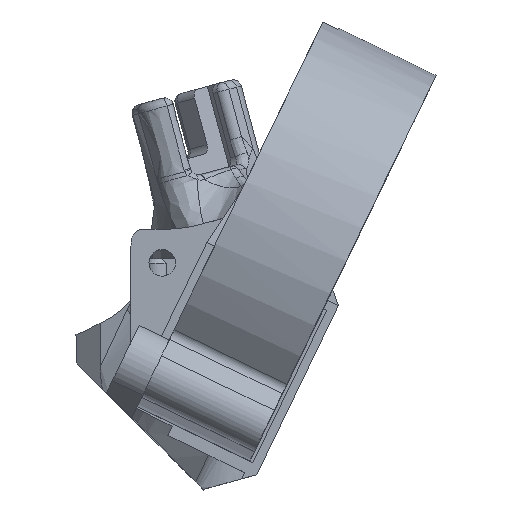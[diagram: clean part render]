
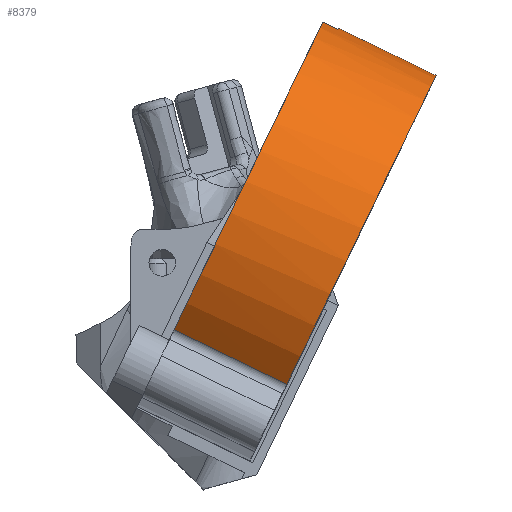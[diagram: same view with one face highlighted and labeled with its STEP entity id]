
A CAD part, top view. The second image highlights one B-rep face of the part: STEP entity #8379.
In plain terms, the highlighted cylindrical face has radius 25.65 mm (diameter 51.3 mm), a partial arc.
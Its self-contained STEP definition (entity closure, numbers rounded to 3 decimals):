
#877=FACE_OUTER_BOUND('',#1370,.T.);
#1370=EDGE_LOOP('',(#6521,#6522,#6523,#6524,#6525,#6526));
#1826=LINE('',#13672,#2338);
#1827=LINE('',#13676,#2339);
#1828=LINE('',#13679,#2340);
#2338=VECTOR('',#10973,1000.);
#2339=VECTOR('',#10976,1000.);
#2340=VECTOR('',#10979,1000.);
#3031=CIRCLE('',#9234,25.65);
#3049=CIRCLE('',#9263,25.65);
#3050=CIRCLE('',#9264,25.65);
#3562=VERTEX_POINT('',#13551);
#3563=VERTEX_POINT('',#13553);
#3600=VERTEX_POINT('',#13671);
#3601=VERTEX_POINT('',#13673);
#3602=VERTEX_POINT('',#13675);
#3603=VERTEX_POINT('',#13677);
#4607=EDGE_CURVE('',#3562,#3563,#3031,.T.);
#4653=EDGE_CURVE('',#3562,#3600,#1826,.T.);
#4654=EDGE_CURVE('',#3601,#3600,#3049,.T.);
#4655=EDGE_CURVE('',#3601,#3602,#1827,.T.);
#4656=EDGE_CURVE('',#3602,#3603,#3050,.T.);
#4657=EDGE_CURVE('',#3603,#3563,#1828,.T.);
#6521=ORIENTED_EDGE('',*,*,#4653,.T.);
#6522=ORIENTED_EDGE('',*,*,#4654,.F.);
#6523=ORIENTED_EDGE('',*,*,#4655,.T.);
#6524=ORIENTED_EDGE('',*,*,#4656,.T.);
#6525=ORIENTED_EDGE('',*,*,#4657,.T.);
#6526=ORIENTED_EDGE('',*,*,#4607,.F.);
#8098=CYLINDRICAL_SURFACE('',#9262,25.65);
#8379=ADVANCED_FACE('',(#877),#8098,.T.);
#9234=AXIS2_PLACEMENT_3D('',#13554,#10888,#10889);
#9262=AXIS2_PLACEMENT_3D('',#13670,#10971,#10972);
#9263=AXIS2_PLACEMENT_3D('',#13674,#10974,#10975);
#9264=AXIS2_PLACEMENT_3D('',#13678,#10977,#10978);
#10888=DIRECTION('center_axis',(0.,1.,0.));
#10889=DIRECTION('ref_axis',(0.,0.,
1.));
#10971=DIRECTION('center_axis',(0.,-1.,0.));
#10972=DIRECTION('ref_axis',(0.,0.,-1.));
#10973=DIRECTION('',(0.,-1.,0.));
#10974=DIRECTION('center_axis',(0.,-1.,0.));
#10975=DIRECTION('ref_axis',(0.,0.,-1.));
#10976=DIRECTION('',(0.,-1.,0.));
#10977=DIRECTION('center_axis',(0.,1.,0.));
#10978=DIRECTION('ref_axis',(0.,0.,1.));
#10979=DIRECTION('',(0.,1.,0.));
#13551=CARTESIAN_POINT('',(23.8,15.,0.));
#13553=CARTESIAN_POINT('',(-17.333,15.,-20.467));
#13554=CARTESIAN_POINT('Origin',(-1.85,15.,-0.017));
#13670=CARTESIAN_POINT('Origin',(-1.85,8.,-0.017));
#13671=CARTESIAN_POINT('',(23.8,2.,0.));
#13672=CARTESIAN_POINT('',(23.8,8.,0.));
#13673=CARTESIAN_POINT('',(23.67,2.,-2.6));
#13674=CARTESIAN_POINT('Origin',(-1.85,2.,-0.017));
#13675=CARTESIAN_POINT('',(23.67,0.,-2.6));
#13676=CARTESIAN_POINT('',(23.67,2.,-2.6));
#13677=CARTESIAN_POINT('',(-17.333,0.,-20.467));
#13678=CARTESIAN_POINT('Origin',(-1.85,0.,-0.017));
#13679=CARTESIAN_POINT('',(-17.333,7.,-20.467));
